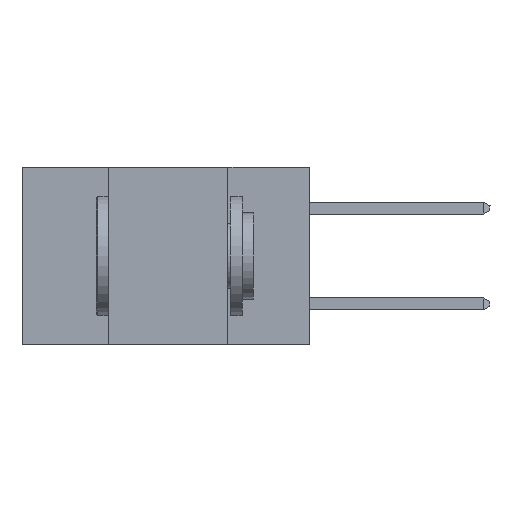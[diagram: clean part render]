
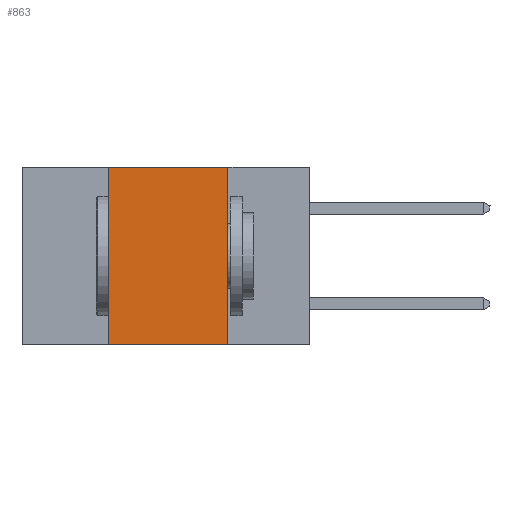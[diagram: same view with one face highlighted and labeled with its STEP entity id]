
A CAD part, left-side view. The second image highlights one B-rep face of the part: STEP entity #863.
In plain terms, the highlighted planar face has unit normal (-1, 0, 0).
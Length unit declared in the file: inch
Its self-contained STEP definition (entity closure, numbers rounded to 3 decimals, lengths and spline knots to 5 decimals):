
#439 = CARTESIAN_POINT ( 'NONE',  ( 0., 0.42, 0. ) ) ;
#863 = ADVANCED_FACE ( 'NONE', ( #11481 ), #3883, .F. ) ;
#1573 = ORIENTED_EDGE ( 'NONE', *, *, #17123, .F. ) ;
#3085 = ORIENTED_EDGE ( 'NONE', *, *, #19831, .F. ) ;
#3278 = AXIS2_PLACEMENT_3D ( 'NONE', #22820, #27909, #18848 ) ;
#3883 = PLANE ( 'NONE',  #3278 ) ;
#4569 = ORIENTED_EDGE ( 'NONE', *, *, #18472, .F. ) ;
#6412 = VERTEX_POINT ( 'NONE', #25055 ) ;
#6932 = VECTOR ( 'NONE', #9116, 39.37008 ) ;
#9116 = DIRECTION ( 'NONE',  ( 0., 0., -1. ) ) ;
#10937 = VECTOR ( 'NONE', #27880, 39.37008 ) ;
#11206 = CARTESIAN_POINT ( 'NONE',  ( 0., 0.17, -0.37 ) ) ;
#11468 = EDGE_CURVE ( 'NONE', #14529, #12473, #16993, .T. ) ;
#11481 = FACE_OUTER_BOUND ( 'NONE', #15862, .T. ) ;
#12473 = VERTEX_POINT ( 'NONE', #11206 ) ;
#13154 = LINE ( 'NONE', #20505, #6932 ) ;
#14529 = VERTEX_POINT ( 'NONE', #27892 ) ;
#14709 = VECTOR ( 'NONE', #16470, 39.37008 ) ;
#15507 = VECTOR ( 'NONE', #19063, 39.37008 ) ;
#15862 = EDGE_LOOP ( 'NONE', ( #1573, #3085, #4569, #21846 ) ) ;
#16361 = CARTESIAN_POINT ( 'NONE',  ( 0., 0.6, 0. ) ) ;
#16470 = DIRECTION ( 'NONE',  ( 0., -1., 0. ) ) ;
#16993 = LINE ( 'NONE', #23319, #10937 ) ;
#17123 = EDGE_CURVE ( 'NONE', #6412, #12473, #13154, .T. ) ;
#18472 = EDGE_CURVE ( 'NONE', #14529, #23891, #21545, .T. ) ;
#18848 = DIRECTION ( 'NONE',  ( 0., 0., -1. ) ) ;
#19063 = DIRECTION ( 'NONE',  ( 0., 0., 1. ) ) ;
#19831 = EDGE_CURVE ( 'NONE', #23891, #6412, #26803, .T. ) ;
#20505 = CARTESIAN_POINT ( 'NONE',  ( 0., 0.17, 0. ) ) ;
#21545 = LINE ( 'NONE', #439, #15507 ) ;
#21846 = ORIENTED_EDGE ( 'NONE', *, *, #11468, .T. ) ;
#22820 = CARTESIAN_POINT ( 'NONE',  ( 0., 0.6, 0. ) ) ;
#23319 = CARTESIAN_POINT ( 'NONE',  ( 0., 0.6, -0.37 ) ) ;
#23891 = VERTEX_POINT ( 'NONE', #26266 ) ;
#25055 = CARTESIAN_POINT ( 'NONE',  ( 0., 0.17, 0. ) ) ;
#26266 = CARTESIAN_POINT ( 'NONE',  ( 0., 0.42, 0. ) ) ;
#26803 = LINE ( 'NONE', #16361, #14709 ) ;
#27880 = DIRECTION ( 'NONE',  ( 0., -1., 0. ) ) ;
#27892 = CARTESIAN_POINT ( 'NONE',  ( 0., 0.42, -0.37 ) ) ;
#27909 = DIRECTION ( 'NONE',  ( 1., 0., 0. ) ) ;
